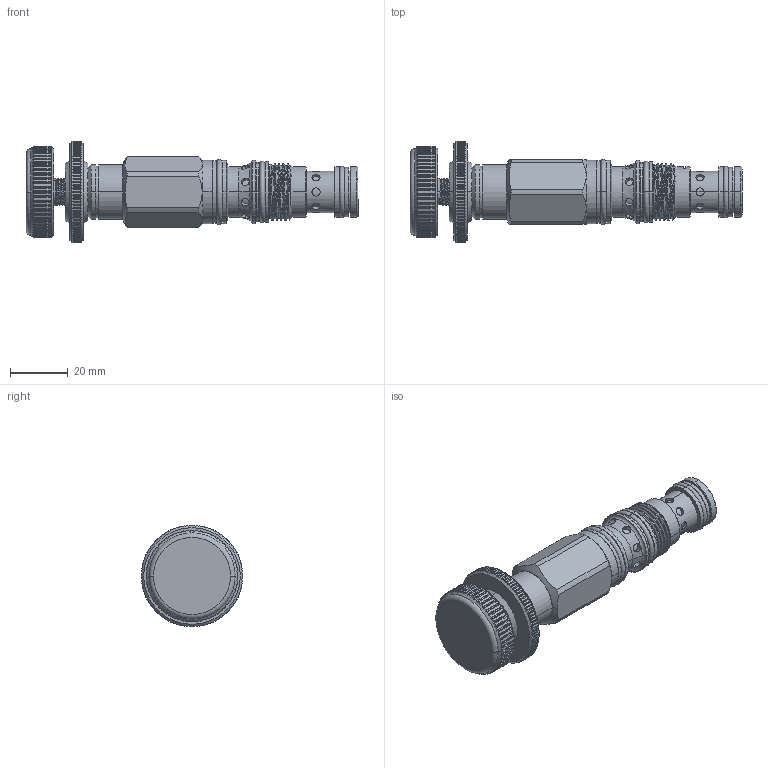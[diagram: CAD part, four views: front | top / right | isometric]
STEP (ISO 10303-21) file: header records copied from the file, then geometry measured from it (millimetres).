
FILE_DESCRIPTION (( 'STEP AP203' ), '1' );
FILE_NAME ('PD11A30-BA-10.STEP', '2024-11-12T02:07:57', ( '' ), ( '' ), 'SwSTEP 2.0', 'SolidWorks 2018', '' );
FILE_SCHEMA (( 'CONFIG_CONTROL_DESIGN' ));
Products named in the file (1): PD11A30-BA-10
Bounding box: 114.67 x 35 x 35 mm (x, y, z)
Volume: 41888.2 mm3; surface area: 12761 mm2
Topology: 1 solids, 1 shells, 839 faces, 2323 edges, 1531 vertices
Faces by surface type: plane 436, cylinder 311, cone 55, bspline 22, torus 15
Entity records: 46287 total; most frequent: CARTESIAN_POINT 26442, ORIENTED_EDGE 4646, DIRECTION 3479, EDGE_CURVE 2323, VERTEX_POINT 1531, AXIS2_PLACEMENT_3D 1363, B_SPLINE_CURVE_WITH_KNOTS 947, EDGE_LOOP 884
